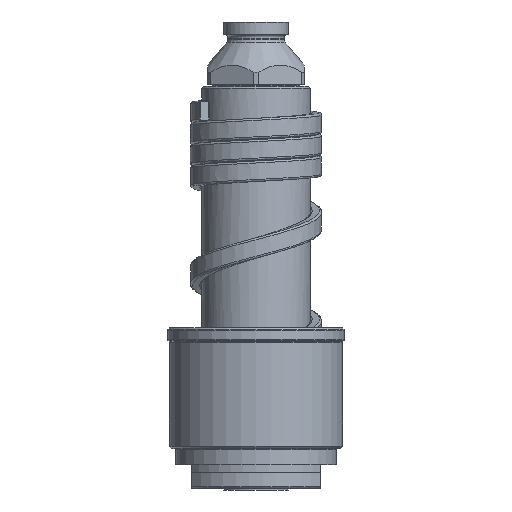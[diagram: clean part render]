
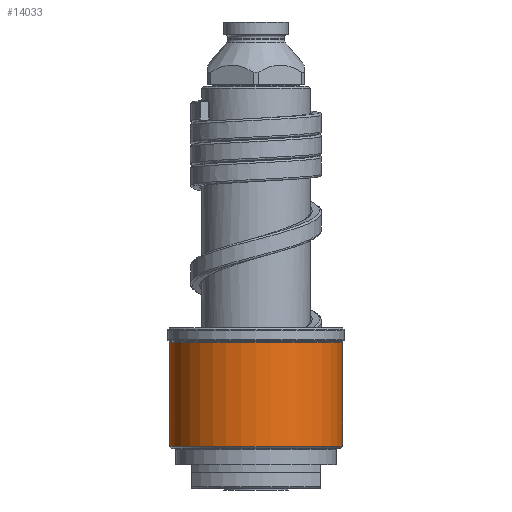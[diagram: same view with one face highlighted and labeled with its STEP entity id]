
A CAD part, front view. The second image highlights one B-rep face of the part: STEP entity #14033.
In plain terms, the highlighted cylindrical face has radius 21.5 mm (diameter 43 mm), a partial arc.
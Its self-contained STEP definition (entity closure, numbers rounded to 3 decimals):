
#5373=CARTESIAN_POINT('',(0.,0.,10.583));
#5374=DIRECTION('',(0.,0.,1.));
#5375=DIRECTION('',(-1.,0.,0.));
#5376=AXIS2_PLACEMENT_3D('',#5373,#5374,#5375);
#5378=DIRECTION('',(0.,0.,-1.));
#5379=VECTOR('',#5378,25.834);
#5380=CARTESIAN_POINT('',(-21.5,0.,36.417));
#5381=LINE('',#5380,#5379);
#5382=CARTESIAN_POINT('',(0.,0.,36.417));
#5383=DIRECTION('',(0.,0.,1.));
#5384=DIRECTION('',(-1.,0.,0.));
#5385=AXIS2_PLACEMENT_3D('',#5382,#5383,#5384);
#5387=DIRECTION('',(0.,0.,-1.));
#5388=VECTOR('',#5387,25.834);
#5389=CARTESIAN_POINT('',(21.5,0.,36.417));
#5390=LINE('',#5389,#5388);
#5734=CARTESIAN_POINT('',(21.5,0.,36.417));
#5735=CARTESIAN_POINT('',(-21.5,0.,36.417));
#5736=VERTEX_POINT('',#5734);
#5737=VERTEX_POINT('',#5735);
#5760=CARTESIAN_POINT('',(21.5,0.,10.583));
#5761=VERTEX_POINT('',#5760);
#5762=CARTESIAN_POINT('',(-21.5,0.,10.583));
#5763=VERTEX_POINT('',#5762);
#14021=CARTESIAN_POINT('',(0.,0.,8.5));
#14022=DIRECTION('',(0.,0.,1.));
#14023=DIRECTION('',(-1.,0.,0.));
#14024=AXIS2_PLACEMENT_3D('',#14021,#14022,#14023);
#14025=CYLINDRICAL_SURFACE('',#14024,21.5);
#14026=ORIENTED_EDGE('',*,*,#12454,.F.);
#14027=ORIENTED_EDGE('',*,*,#12435,.F.);
#14029=ORIENTED_EDGE('',*,*,#14028,.T.);
#14030=ORIENTED_EDGE('',*,*,#12431,.T.);
#14031=EDGE_LOOP('',(#14026,#14027,#14029,#14030));
#14032=FACE_OUTER_BOUND('',#14031,.F.);
#5377=CIRCLE('',#5376,21.5);
#5386=CIRCLE('',#5385,21.5);
#12431=EDGE_CURVE('',#5736,#5761,#5390,.T.);
#12435=EDGE_CURVE('',#5737,#5763,#5381,.T.);
#12454=EDGE_CURVE('',#5763,#5761,#5377,.T.);
#14028=EDGE_CURVE('',#5737,#5736,#5386,.T.);
#14033=ADVANCED_FACE('',(#14032),#14025,.T.);
